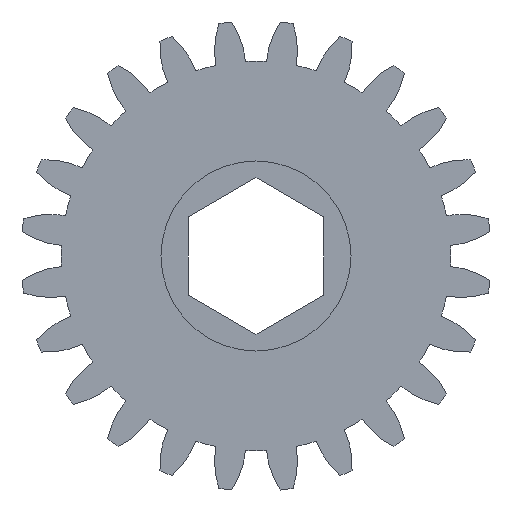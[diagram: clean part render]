
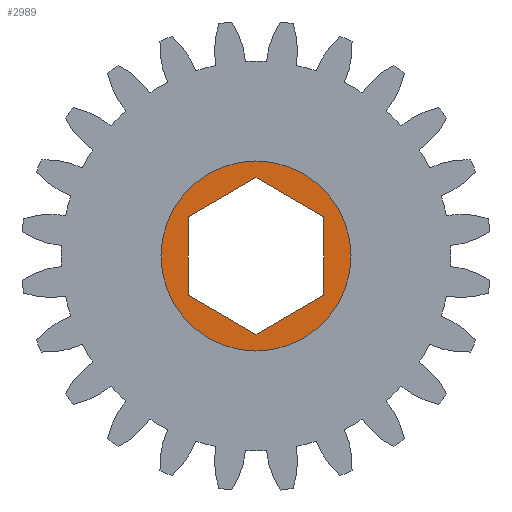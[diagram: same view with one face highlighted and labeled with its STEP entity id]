
A CAD part, left-side view. The second image highlights one B-rep face of the part: STEP entity #2989.
In plain terms, the highlighted planar face has unit normal (-1, 0, 0).
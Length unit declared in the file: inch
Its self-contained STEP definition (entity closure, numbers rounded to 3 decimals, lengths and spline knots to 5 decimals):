
#39 = CARTESIAN_POINT ( 'NONE',  ( -0.0625, -0.1875, -0.10825 ) ) ;
#88 = AXIS2_PLACEMENT_3D ( 'NONE', #357, #352, #351 ) ;
#118 = DIRECTION ( 'NONE',  ( 0., 0., -1. ) ) ;
#144 = CARTESIAN_POINT ( 'NONE',  ( -0.0625, -0.1875, 0.10825 ) ) ;
#176 = CARTESIAN_POINT ( 'NONE',  ( -0.0625, -0.1875, 0.10825 ) ) ;
#219 = VERTEX_POINT ( 'NONE', #3102 ) ;
#348 = VERTEX_POINT ( 'NONE', #2486 ) ;
#351 = DIRECTION ( 'NONE',  ( 0., 0., -1. ) ) ;
#352 = DIRECTION ( 'NONE',  ( 1., 0., 0. ) ) ;
#357 = CARTESIAN_POINT ( 'NONE',  ( -0.0625, 0., 0. ) ) ;
#424 = CIRCLE ( 'NONE', #3654, 0.2625 ) ;
#650 = EDGE_LOOP ( 'NONE', ( #1098, #1078, #1036, #1027, #952, #865 ) ) ;
#664 = CARTESIAN_POINT ( 'NONE',  ( -0.0625, 0.1875, -0.10825 ) ) ;
#807 = ORIENTED_EDGE ( 'NONE', *, *, #889, .F. ) ;
#826 = VERTEX_POINT ( 'NONE', #664 ) ;
#835 = ORIENTED_EDGE ( 'NONE', *, *, #1648, .F. ) ;
#865 = ORIENTED_EDGE ( 'NONE', *, *, #1345, .T. ) ;
#889 = EDGE_CURVE ( 'NONE', #348, #219, #1649, .T. ) ;
#939 = LINE ( 'NONE', #1772, #944 ) ;
#944 = VECTOR ( 'NONE', #1704, 39.37008 ) ;
#952 = ORIENTED_EDGE ( 'NONE', *, *, #1213, .T. ) ;
#973 = VERTEX_POINT ( 'NONE', #176 ) ;
#981 = EDGE_CURVE ( 'NONE', #973, #3541, #1552, .T. ) ;
#1026 = EDGE_CURVE ( 'NONE', #3541, #1802, #1437, .T. ) ;
#1027 = ORIENTED_EDGE ( 'NONE', *, *, #1088, .T. ) ;
#1036 = ORIENTED_EDGE ( 'NONE', *, *, #1050, .T. ) ;
#1050 = EDGE_CURVE ( 'NONE', #1802, #826, #1398, .T. ) ;
#1078 = ORIENTED_EDGE ( 'NONE', *, *, #1026, .T. ) ;
#1088 = EDGE_CURVE ( 'NONE', #826, #1109, #1370, .T. ) ;
#1098 = ORIENTED_EDGE ( 'NONE', *, *, #981, .T. ) ;
#1101 = VECTOR ( 'NONE', #2584, 39.37008 ) ;
#1109 = VERTEX_POINT ( 'NONE', #2666 ) ;
#1117 = LINE ( 'NONE', #2633, #1101 ) ;
#1152 = EDGE_LOOP ( 'NONE', ( #835, #807 ) ) ;
#1213 = EDGE_CURVE ( 'NONE', #1109, #3858, #1117, .T. ) ;
#1308 = VECTOR ( 'NONE', #3050, 39.37008 ) ;
#1343 = DIRECTION ( 'NONE',  ( 0., 0., -1. ) ) ;
#1345 = EDGE_CURVE ( 'NONE', #3858, #973, #939, .T. ) ;
#1360 = DIRECTION ( 'NONE',  ( 1., 0., 0. ) ) ;
#1370 = LINE ( 'NONE', #3382, #1308 ) ;
#1398 = LINE ( 'NONE', #3467, #1443 ) ;
#1430 = VECTOR ( 'NONE', #3831, 39.37008 ) ;
#1437 = LINE ( 'NONE', #39, #1430 ) ;
#1443 = VECTOR ( 'NONE', #3829, 39.37008 ) ;
#1471 = VECTOR ( 'NONE', #118, 39.37008 ) ;
#1552 = LINE ( 'NONE', #144, #1471 ) ;
#1648 = EDGE_CURVE ( 'NONE', #219, #348, #424, .T. ) ;
#1649 = CIRCLE ( 'NONE', #88, 0.2625 ) ;
#1677 = CARTESIAN_POINT ( 'NONE',  ( -0.0625, 0., 0. ) ) ;
#1704 = DIRECTION ( 'NONE',  ( 0., -0.866, -0.5 ) ) ;
#1772 = CARTESIAN_POINT ( 'NONE',  ( -0.0625, 0., 0.21651 ) ) ;
#1792 = PLANE ( 'NONE',  #3127 ) ;
#1802 = VERTEX_POINT ( 'NONE', #3095 ) ;
#2012 = FACE_OUTER_BOUND ( 'NONE', #1152, .T. ) ;
#2015 = FACE_BOUND ( 'NONE', #650, .T. ) ;
#2097 = CARTESIAN_POINT ( 'NONE',  ( -0.0625, -0.1875, -0.10825 ) ) ;
#2486 = CARTESIAN_POINT ( 'NONE',  ( -0.0625, 0., 0.2625 ) ) ;
#2584 = DIRECTION ( 'NONE',  ( 0., -0.866, 0.5 ) ) ;
#2633 = CARTESIAN_POINT ( 'NONE',  ( -0.0625, 0.1875, 0.10825 ) ) ;
#2666 = CARTESIAN_POINT ( 'NONE',  ( -0.0625, 0.1875, 0.10825 ) ) ;
#2989 = ADVANCED_FACE ( 'NONE', ( #2015, #2012 ), #1792, .F. ) ;
#3050 = DIRECTION ( 'NONE',  ( 0., 0., 1. ) ) ;
#3095 = CARTESIAN_POINT ( 'NONE',  ( -0.0625, 0., -0.21651 ) ) ;
#3102 = CARTESIAN_POINT ( 'NONE',  ( -0.0625, 0., -0.2625 ) ) ;
#3127 = AXIS2_PLACEMENT_3D ( 'NONE', #1677, #1360, #1343 ) ;
#3382 = CARTESIAN_POINT ( 'NONE',  ( -0.0625, 0.1875, -0.10825 ) ) ;
#3467 = CARTESIAN_POINT ( 'NONE',  ( -0.0625, 0., -0.21651 ) ) ;
#3541 = VERTEX_POINT ( 'NONE', #2097 ) ;
#3635 = DIRECTION ( 'NONE',  ( 0., 0., -1. ) ) ;
#3643 = DIRECTION ( 'NONE',  ( 1., 0., 0. ) ) ;
#3645 = CARTESIAN_POINT ( 'NONE',  ( -0.0625, 0., 0. ) ) ;
#3654 = AXIS2_PLACEMENT_3D ( 'NONE', #3645, #3643, #3635 ) ;
#3829 = DIRECTION ( 'NONE',  ( 0., 0.866, 0.5 ) ) ;
#3831 = DIRECTION ( 'NONE',  ( 0., 0.866, -0.5 ) ) ;
#3836 = CARTESIAN_POINT ( 'NONE',  ( -0.0625, 0., 0.21651 ) ) ;
#3858 = VERTEX_POINT ( 'NONE', #3836 ) ;
